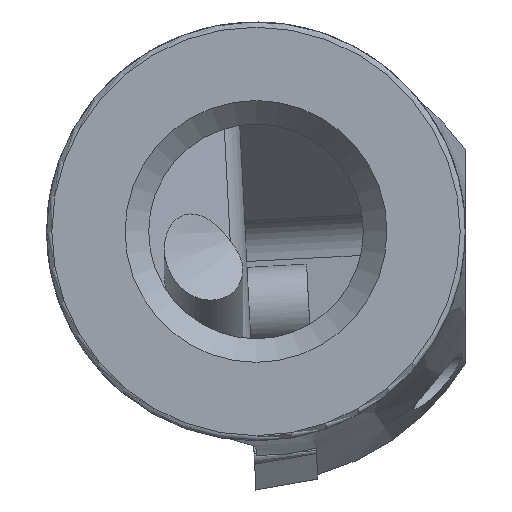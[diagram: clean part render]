
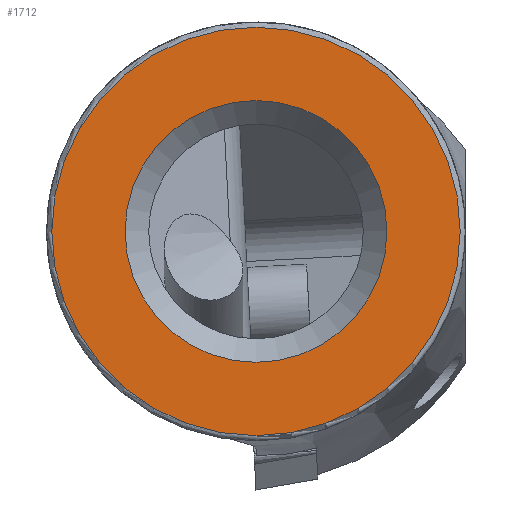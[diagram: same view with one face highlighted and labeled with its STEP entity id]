
A CAD part, left-side view. The second image highlights one B-rep face of the part: STEP entity #1712.
In plain terms, the highlighted planar face has unit normal (-1, 0, 0).
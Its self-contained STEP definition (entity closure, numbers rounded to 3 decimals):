
#9 = EDGE_LOOP ( 'NONE', ( #3110 ) ) ;
#26 = VERTEX_POINT ( 'NONE', #1596 ) ;
#114 = PLANE ( 'NONE',  #3135 ) ;
#387 = CARTESIAN_POINT ( 'NONE',  ( -27., 0., 1.875 ) ) ;
#431 = ORIENTED_EDGE ( 'NONE', *, *, #657, .T. ) ;
#542 = FACE_OUTER_BOUND ( 'NONE', #562, .T. ) ;
#562 = EDGE_LOOP ( 'NONE', ( #431 ) ) ;
#657 = EDGE_CURVE ( 'NONE', #26, #26, #741, .T. ) ;
#741 = CIRCLE ( 'NONE', #1540, 7.8 ) ;
#855 = DIRECTION ( 'NONE',  ( 0., 0., 1. ) ) ;
#890 = DIRECTION ( 'NONE',  ( 1., 0., 0. ) ) ;
#1055 = CARTESIAN_POINT ( 'NONE',  ( -27., 0., 14.875 ) ) ;
#1073 = DIRECTION ( 'NONE',  ( -1., 0., 0. ) ) ;
#1128 = DIRECTION ( 'NONE',  ( 0., 0., -1. ) ) ;
#1258 = VERTEX_POINT ( 'NONE', #1055 ) ;
#1540 = AXIS2_PLACEMENT_3D ( 'NONE', #2851, #1073, #2888 ) ;
#1596 = CARTESIAN_POINT ( 'NONE',  ( -27., 0., 2.075 ) ) ;
#1707 = CARTESIAN_POINT ( 'NONE',  ( -27., 0., 9.875 ) ) ;
#1712 = ADVANCED_FACE ( 'NONE', ( #542, #2528 ), #114, .F. ) ;
#1735 = AXIS2_PLACEMENT_3D ( 'NONE', #1707, #2144, #855 ) ;
#2144 = DIRECTION ( 'NONE',  ( -1., 0., 0. ) ) ;
#2360 = CIRCLE ( 'NONE', #1735, 5. ) ;
#2466 = EDGE_CURVE ( 'NONE', #1258, #1258, #2360, .T. ) ;
#2528 = FACE_BOUND ( 'NONE', #9, .T. ) ;
#2851 = CARTESIAN_POINT ( 'NONE',  ( -27., 0., 9.875 ) ) ;
#2888 = DIRECTION ( 'NONE',  ( 0., 0., -1. ) ) ;
#3110 = ORIENTED_EDGE ( 'NONE', *, *, #2466, .F. ) ;
#3135 = AXIS2_PLACEMENT_3D ( 'NONE', #387, #890, #1128 ) ;
